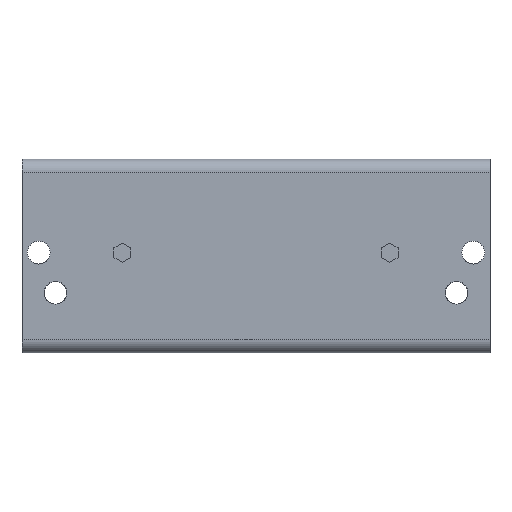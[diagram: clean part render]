
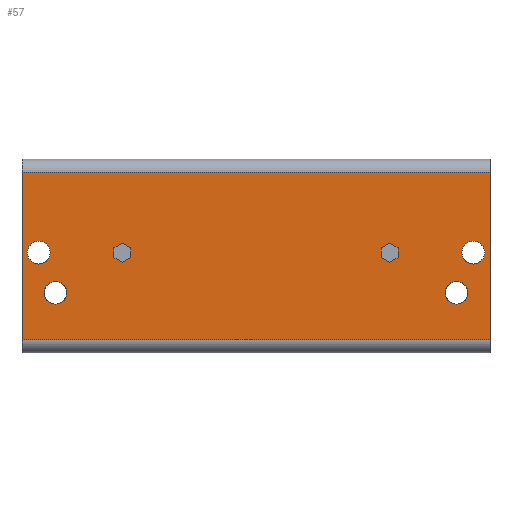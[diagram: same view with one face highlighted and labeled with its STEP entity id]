
A CAD part, left-side view. The second image highlights one B-rep face of the part: STEP entity #57.
In plain terms, the highlighted planar face has unit normal (-1, 0, 0).
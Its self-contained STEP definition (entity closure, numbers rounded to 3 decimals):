
#57 = ADVANCED_FACE('',(#58,#69,#80,#91,#102,#136,#186),#236,.F.);
#58 = FACE_BOUND('',#59,.T.);
#59 = EDGE_LOOP('',(#60));
#60 = ORIENTED_EDGE('',*,*,#61,.T.);
#61 = EDGE_CURVE('',#62,#62,#64,.T.);
#62 = VERTEX_POINT('',#63);
#63 = CARTESIAN_POINT('',(-29.,45.,4.4));
#64 = CIRCLE('',#65,3.4);
#65 = AXIS2_PLACEMENT_3D('',#66,#67,#68);
#66 = CARTESIAN_POINT('',(-29.,45.,1.));
#67 = DIRECTION('',(1.,0.,-0.));
#68 = DIRECTION('',(0.,0.,1.));
#69 = FACE_BOUND('',#70,.T.);
#70 = EDGE_LOOP('',(#71));
#71 = ORIENTED_EDGE('',*,*,#72,.T.);
#72 = EDGE_CURVE('',#73,#73,#75,.T.);
#73 = VERTEX_POINT('',#74);
#74 = CARTESIAN_POINT('',(-29.,40.,-7.6));
#75 = CIRCLE('',#76,3.4);
#76 = AXIS2_PLACEMENT_3D('',#77,#78,#79);
#77 = CARTESIAN_POINT('',(-29.,40.,-11.));
#78 = DIRECTION('',(1.,0.,-0.));
#79 = DIRECTION('',(0.,0.,1.));
#80 = FACE_BOUND('',#81,.T.);
#81 = EDGE_LOOP('',(#82));
#82 = ORIENTED_EDGE('',*,*,#83,.T.);
#83 = EDGE_CURVE('',#84,#84,#86,.T.);
#84 = VERTEX_POINT('',#85);
#85 = CARTESIAN_POINT('',(-29.,-80.,-7.6));
#86 = CIRCLE('',#87,3.4);
#87 = AXIS2_PLACEMENT_3D('',#88,#89,#90);
#88 = CARTESIAN_POINT('',(-29.,-80.,-11.));
#89 = DIRECTION('',(1.,0.,-0.));
#90 = DIRECTION('',(0.,0.,1.));
#91 = FACE_BOUND('',#92,.T.);
#92 = EDGE_LOOP('',(#93));
#93 = ORIENTED_EDGE('',*,*,#94,.T.);
#94 = EDGE_CURVE('',#95,#95,#97,.T.);
#95 = VERTEX_POINT('',#96);
#96 = CARTESIAN_POINT('',(-29.,-85.,4.4));
#97 = CIRCLE('',#98,3.4);
#98 = AXIS2_PLACEMENT_3D('',#99,#100,#101);
#99 = CARTESIAN_POINT('',(-29.,-85.,1.));
#100 = DIRECTION('',(1.,0.,-0.));
#101 = DIRECTION('',(0.,0.,1.));
#102 = FACE_BOUND('',#103,.T.);
#103 = EDGE_LOOP('',(#104,#114,#122,#130));
#104 = ORIENTED_EDGE('',*,*,#105,.F.);
#105 = EDGE_CURVE('',#106,#108,#110,.T.);
#106 = VERTEX_POINT('',#107);
#107 = CARTESIAN_POINT('',(-29.,-90.,-25.));
#108 = VERTEX_POINT('',#109);
#109 = CARTESIAN_POINT('',(-29.,50.,-25.));
#110 = LINE('',#111,#112);
#111 = CARTESIAN_POINT('',(-29.,-50.,-25.));
#112 = VECTOR('',#113,1.);
#113 = DIRECTION('',(0.,1.,0.));
#114 = ORIENTED_EDGE('',*,*,#115,.F.);
#115 = EDGE_CURVE('',#116,#106,#118,.T.);
#116 = VERTEX_POINT('',#117);
#117 = CARTESIAN_POINT('',(-29.,-90.,25.));
#118 = LINE('',#119,#120);
#119 = CARTESIAN_POINT('',(-29.,-90.,25.));
#120 = VECTOR('',#121,1.);
#121 = DIRECTION('',(0.,0.,-1.));
#122 = ORIENTED_EDGE('',*,*,#123,.T.);
#123 = EDGE_CURVE('',#116,#124,#126,.T.);
#124 = VERTEX_POINT('',#125);
#125 = CARTESIAN_POINT('',(-29.,50.,25.));
#126 = LINE('',#127,#128);
#127 = CARTESIAN_POINT('',(-29.,-50.,25.));
#128 = VECTOR('',#129,1.);
#129 = DIRECTION('',(0.,1.,0.));
#130 = ORIENTED_EDGE('',*,*,#131,.T.);
#131 = EDGE_CURVE('',#124,#108,#132,.T.);
#132 = LINE('',#133,#134);
#133 = CARTESIAN_POINT('',(-29.,50.,29.));
#134 = VECTOR('',#135,1.);
#135 = DIRECTION('',(0.,0.,-1.));
#136 = FACE_BOUND('',#137,.T.);
#137 = EDGE_LOOP('',(#138,#148,#156,#164,#172,#180));
#138 = ORIENTED_EDGE('',*,*,#139,.T.);
#139 = EDGE_CURVE('',#140,#142,#144,.T.);
#140 = VERTEX_POINT('',#141);
#141 = CARTESIAN_POINT('',(-29.,20.,3.887));
#142 = VERTEX_POINT('',#143);
#143 = CARTESIAN_POINT('',(-29.,17.5,2.443));
#144 = LINE('',#145,#146);
#145 = CARTESIAN_POINT('',(-29.,19.316,3.492));
#146 = VECTOR('',#147,1.);
#147 = DIRECTION('',(0.,-0.866,-0.5));
#148 = ORIENTED_EDGE('',*,*,#149,.T.);
#149 = EDGE_CURVE('',#142,#150,#152,.T.);
#150 = VERTEX_POINT('',#151);
#151 = CARTESIAN_POINT('',(-29.,17.5,-0.443));
#152 = LINE('',#153,#154);
#153 = CARTESIAN_POINT('',(-29.,17.5,3.75));
#154 = VECTOR('',#155,1.);
#155 = DIRECTION('',(0.,0.,-1.));
#156 = ORIENTED_EDGE('',*,*,#157,.T.);
#157 = EDGE_CURVE('',#150,#158,#160,.T.);
#158 = VERTEX_POINT('',#159);
#159 = CARTESIAN_POINT('',(-29.,20.,-1.887));
#160 = LINE('',#161,#162);
#161 = CARTESIAN_POINT('',(-29.,18.184,-0.838));
#162 = VECTOR('',#163,1.);
#163 = DIRECTION('',(0.,0.866,-0.5));
#164 = ORIENTED_EDGE('',*,*,#165,.T.);
#165 = EDGE_CURVE('',#158,#166,#168,.T.);
#166 = VERTEX_POINT('',#167);
#167 = CARTESIAN_POINT('',(-29.,22.5,-0.443));
#168 = LINE('',#169,#170);
#169 = CARTESIAN_POINT('',(-29.,23.066,-0.117));
#170 = VECTOR('',#171,1.);
#171 = DIRECTION('',(0.,0.866,0.5));
#172 = ORIENTED_EDGE('',*,*,#173,.T.);
#173 = EDGE_CURVE('',#166,#174,#176,.T.);
#174 = VERTEX_POINT('',#175);
#175 = CARTESIAN_POINT('',(-29.,22.5,2.443));
#176 = LINE('',#177,#178);
#177 = CARTESIAN_POINT('',(-29.,22.5,4.472));
#178 = VECTOR('',#179,1.);
#179 = DIRECTION('',(0.,0.,1.));
#180 = ORIENTED_EDGE('',*,*,#181,.T.);
#181 = EDGE_CURVE('',#174,#140,#182,.T.);
#182 = LINE('',#183,#184);
#183 = CARTESIAN_POINT('',(-29.,19.434,4.213));
#184 = VECTOR('',#185,1.);
#185 = DIRECTION('',(0.,-0.866,0.5));
#186 = FACE_BOUND('',#187,.T.);
#187 = EDGE_LOOP('',(#188,#198,#206,#214,#222,#230));
#188 = ORIENTED_EDGE('',*,*,#189,.T.);
#189 = EDGE_CURVE('',#190,#192,#194,.T.);
#190 = VERTEX_POINT('',#191);
#191 = CARTESIAN_POINT('',(-29.,-60.,3.887));
#192 = VERTEX_POINT('',#193);
#193 = CARTESIAN_POINT('',(-29.,-62.5,2.443));
#194 = LINE('',#195,#196);
#195 = CARTESIAN_POINT('',(-29.,-60.684,3.492));
#196 = VECTOR('',#197,1.);
#197 = DIRECTION('',(0.,-0.866,-0.5));
#198 = ORIENTED_EDGE('',*,*,#199,.T.);
#199 = EDGE_CURVE('',#192,#200,#202,.T.);
#200 = VERTEX_POINT('',#201);
#201 = CARTESIAN_POINT('',(-29.,-62.5,-0.443));
#202 = LINE('',#203,#204);
#203 = CARTESIAN_POINT('',(-29.,-62.5,3.75));
#204 = VECTOR('',#205,1.);
#205 = DIRECTION('',(0.,0.,-1.));
#206 = ORIENTED_EDGE('',*,*,#207,.T.);
#207 = EDGE_CURVE('',#200,#208,#210,.T.);
#208 = VERTEX_POINT('',#209);
#209 = CARTESIAN_POINT('',(-29.,-60.,-1.887));
#210 = LINE('',#211,#212);
#211 = CARTESIAN_POINT('',(-29.,-61.816,-0.838));
#212 = VECTOR('',#213,1.);
#213 = DIRECTION('',(0.,0.866,-0.5));
#214 = ORIENTED_EDGE('',*,*,#215,.T.);
#215 = EDGE_CURVE('',#208,#216,#218,.T.);
#216 = VERTEX_POINT('',#217);
#217 = CARTESIAN_POINT('',(-29.,-57.5,-0.443));
#218 = LINE('',#219,#220);
#219 = CARTESIAN_POINT('',(-29.,-56.934,-0.117));
#220 = VECTOR('',#221,1.);
#221 = DIRECTION('',(0.,0.866,0.5));
#222 = ORIENTED_EDGE('',*,*,#223,.T.);
#223 = EDGE_CURVE('',#216,#224,#226,.T.);
#224 = VERTEX_POINT('',#225);
#225 = CARTESIAN_POINT('',(-29.,-57.5,2.443));
#226 = LINE('',#227,#228);
#227 = CARTESIAN_POINT('',(-29.,-57.5,4.472));
#228 = VECTOR('',#229,1.);
#229 = DIRECTION('',(0.,0.,1.));
#230 = ORIENTED_EDGE('',*,*,#231,.T.);
#231 = EDGE_CURVE('',#224,#190,#232,.T.);
#232 = LINE('',#233,#234);
#233 = CARTESIAN_POINT('',(-29.,-60.566,4.213));
#234 = VECTOR('',#235,1.);
#235 = DIRECTION('',(0.,-0.866,0.5));
#236 = PLANE('',#237);
#237 = AXIS2_PLACEMENT_3D('',#238,#239,#240);
#238 = CARTESIAN_POINT('',(-29.,-50.,29.));
#239 = DIRECTION('',(1.,0.,0.));
#240 = DIRECTION('',(0.,0.,-1.));
